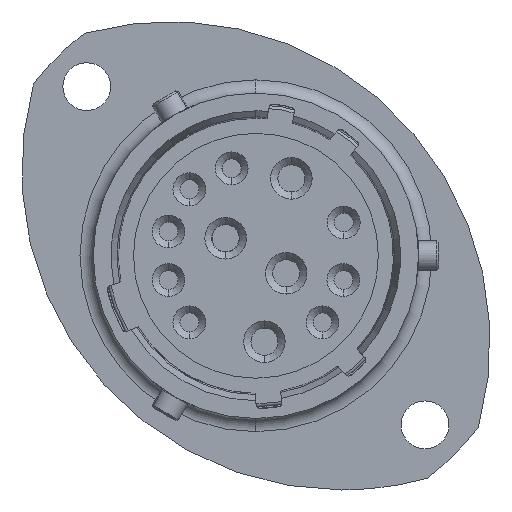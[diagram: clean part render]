
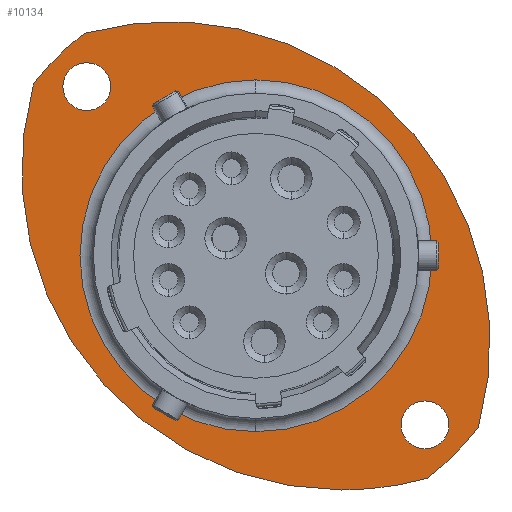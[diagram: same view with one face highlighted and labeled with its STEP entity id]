
A CAD part, left-side view. The second image highlights one B-rep face of the part: STEP entity #10134.
In plain terms, the highlighted planar face has unit normal (-1, 0, 0).
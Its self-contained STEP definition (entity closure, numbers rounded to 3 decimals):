
#562 = EDGE_CURVE ( 'NONE', #19020, #9716, #11981, .T. ) ;
#759 = CARTESIAN_POINT ( 'NONE',  ( 15.98, -5.834, 5.834 ) ) ;
#817 = EDGE_CURVE ( 'NONE', #13136, #3359, #20294, .T. ) ;
#913 = CIRCLE ( 'NONE', #12159, 21.75 ) ;
#1476 = CARTESIAN_POINT ( 'NONE',  ( 15.98, 11.49, 9.865 ) ) ;
#1633 = CARTESIAN_POINT ( 'NONE',  ( 15.98, 11.673, 15.118 ) ) ;
#1680 = CARTESIAN_POINT ( 'NONE',  ( 15.98, -11.49, -9.865 ) ) ;
#1824 = CARTESIAN_POINT ( 'NONE',  ( 15.98, -5.834, 5.834 ) ) ;
#1900 = CARTESIAN_POINT ( 'NONE',  ( 15.98, 0., 11.955 ) ) ;
#2523 = CARTESIAN_POINT ( 'NONE',  ( 15.98, -5.834, -15.916 ) ) ;
#2562 = CIRCLE ( 'NONE', #6134, 21.75 ) ;
#2643 = CARTESIAN_POINT ( 'NONE',  ( 15.98, -11.673, -15.118 ) ) ;
#2660 = CIRCLE ( 'NONE', #8757, 1.625 ) ;
#3036 = DIRECTION ( 'NONE',  ( 0., 0., -1. ) ) ;
#3146 = FACE_BOUND ( 'NONE', #15275, .T. ) ;
#3168 = EDGE_LOOP ( 'NONE', ( #19271, #21363 ) ) ;
#3172 = DIRECTION ( 'NONE',  ( 1., 0., 0. ) ) ;
#3359 = VERTEX_POINT ( 'NONE', #1680 ) ;
#3637 = DIRECTION ( 'NONE',  ( 0., 0., 1. ) ) ;
#4650 = AXIS2_PLACEMENT_3D ( 'NONE', #12621, #14435, #21356 ) ;
#5034 = CARTESIAN_POINT ( 'NONE',  ( 15.98, 0., 0. ) ) ;
#5192 = ORIENTED_EDGE ( 'NONE', *, *, #17530, .F. ) ;
#5215 = EDGE_CURVE ( 'NONE', #14709, #10773, #2660, .T. ) ;
#5410 = DIRECTION ( 'NONE',  ( 0., 0., -1. ) ) ;
#5532 = CARTESIAN_POINT ( 'NONE',  ( 15.98, 15.118, 11.673 ) ) ;
#5652 = CARTESIAN_POINT ( 'NONE',  ( 15.98, 0., 0. ) ) ;
#5744 = EDGE_CURVE ( 'NONE', #10773, #14709, #20323, .T. ) ;
#6134 = AXIS2_PLACEMENT_3D ( 'NONE', #1824, #6858, #5410 ) ;
#6379 = DIRECTION ( 'NONE',  ( -1., 0., 0. ) ) ;
#6858 = DIRECTION ( 'NONE',  ( -1., 0., 0. ) ) ;
#7400 = FACE_BOUND ( 'NONE', #20530, .T. ) ;
#7732 = CARTESIAN_POINT ( 'NONE',  ( 15.98, 0., 0. ) ) ;
#7762 = ORIENTED_EDGE ( 'NONE', *, *, #7928, .T. ) ;
#7928 = EDGE_CURVE ( 'NONE', #17300, #15553, #10954, .T. ) ;
#8236 = CARTESIAN_POINT ( 'NONE',  ( 15.98, -11.49, -11.49 ) ) ;
#8238 = AXIS2_PLACEMENT_3D ( 'NONE', #8236, #6379, #15001 ) ;
#8289 = DIRECTION ( 'NONE',  ( 0., 0., -1. ) ) ;
#8542 = CARTESIAN_POINT ( 'NONE',  ( 15.98, -11.49, -13.115 ) ) ;
#8757 = AXIS2_PLACEMENT_3D ( 'NONE', #19760, #9451, #14499 ) ;
#9000 = CARTESIAN_POINT ( 'NONE',  ( 15.98, 0., 0. ) ) ;
#9040 = VERTEX_POINT ( 'NONE', #2523 ) ;
#9451 = DIRECTION ( 'NONE',  ( -1., 0., 0. ) ) ;
#9592 = CIRCLE ( 'NONE', #12184, 19.1 ) ;
#9716 = VERTEX_POINT ( 'NONE', #1900 ) ;
#9801 = EDGE_CURVE ( 'NONE', #11425, #13248, #9592, .T. ) ;
#9896 = DIRECTION ( 'NONE',  ( 1., 0., 0. ) ) ;
#10134 = ADVANCED_FACE ( 'NONE', ( #16540, #3146, #7400, #11188 ), #15236, .F. ) ;
#10741 = DIRECTION ( 'NONE',  ( -1., 0., 0. ) ) ;
#10773 = VERTEX_POINT ( 'NONE', #17381 ) ;
#10954 = CIRCLE ( 'NONE', #19331, 19.1 ) ;
#11105 = AXIS2_PLACEMENT_3D ( 'NONE', #7732, #9896, #3036 ) ;
#11188 = FACE_OUTER_BOUND ( 'NONE', #15116, .T. ) ;
#11425 = VERTEX_POINT ( 'NONE', #2643 ) ;
#11981 = CIRCLE ( 'NONE', #11105, 11.955 ) ;
#12057 = AXIS2_PLACEMENT_3D ( 'NONE', #18492, #15172, #21871 ) ;
#12159 = AXIS2_PLACEMENT_3D ( 'NONE', #22126, #20537, #8289 ) ;
#12184 = AXIS2_PLACEMENT_3D ( 'NONE', #9000, #10741, #3637 ) ;
#12248 = CIRCLE ( 'NONE', #15460, 21.75 ) ;
#12309 = ORIENTED_EDGE ( 'NONE', *, *, #817, .F. ) ;
#12621 = CARTESIAN_POINT ( 'NONE',  ( 15.98, -11.49, -11.49 ) ) ;
#12634 = DIRECTION ( 'NONE',  ( -1., 0., 0. ) ) ;
#12695 = DIRECTION ( 'NONE',  ( -1., 0., 0. ) ) ;
#12934 = CARTESIAN_POINT ( 'NONE',  ( 15.98, 11.49, 11.49 ) ) ;
#13136 = VERTEX_POINT ( 'NONE', #8542 ) ;
#13248 = VERTEX_POINT ( 'NONE', #20787 ) ;
#13651 = AXIS2_PLACEMENT_3D ( 'NONE', #12934, #12634, #17748 ) ;
#14183 = CIRCLE ( 'NONE', #17356, 11.955 ) ;
#14363 = DIRECTION ( 'NONE',  ( 0., 0., 1. ) ) ;
#14435 = DIRECTION ( 'NONE',  ( -1., 0., 0. ) ) ;
#14499 = DIRECTION ( 'NONE',  ( 0., 0., -1. ) ) ;
#14709 = VERTEX_POINT ( 'NONE', #1476 ) ;
#15001 = DIRECTION ( 'NONE',  ( 0., 0., -1. ) ) ;
#15116 = EDGE_LOOP ( 'NONE', ( #17975, #15343, #20162, #18276, #7762 ) ) ;
#15172 = DIRECTION ( 'NONE',  ( 1., 0., 0. ) ) ;
#15236 = PLANE ( 'NONE',  #12057 ) ;
#15275 = EDGE_LOOP ( 'NONE', ( #18657, #17210 ) ) ;
#15291 = EDGE_CURVE ( 'NONE', #9716, #19020, #14183, .T. ) ;
#15343 = ORIENTED_EDGE ( 'NONE', *, *, #20381, .T. ) ;
#15460 = AXIS2_PLACEMENT_3D ( 'NONE', #759, #19449, #21402 ) ;
#15553 = VERTEX_POINT ( 'NONE', #5532 ) ;
#16540 = FACE_BOUND ( 'NONE', #3168, .T. ) ;
#17210 = ORIENTED_EDGE ( 'NONE', *, *, #5744, .F. ) ;
#17300 = VERTEX_POINT ( 'NONE', #1633 ) ;
#17356 = AXIS2_PLACEMENT_3D ( 'NONE', #5034, #3172, #22075 ) ;
#17381 = CARTESIAN_POINT ( 'NONE',  ( 15.98, 11.49, 13.115 ) ) ;
#17418 = CIRCLE ( 'NONE', #4650, 1.625 ) ;
#17530 = EDGE_CURVE ( 'NONE', #3359, #13136, #17418, .T. ) ;
#17748 = DIRECTION ( 'NONE',  ( 0., 0., -1. ) ) ;
#17975 = ORIENTED_EDGE ( 'NONE', *, *, #21175, .T. ) ;
#18276 = ORIENTED_EDGE ( 'NONE', *, *, #18805, .T. ) ;
#18492 = CARTESIAN_POINT ( 'NONE',  ( 15.98, 11.055, 0. ) ) ;
#18657 = ORIENTED_EDGE ( 'NONE', *, *, #5215, .F. ) ;
#18805 = EDGE_CURVE ( 'NONE', #13248, #17300, #913, .T. ) ;
#19020 = VERTEX_POINT ( 'NONE', #20960 ) ;
#19271 = ORIENTED_EDGE ( 'NONE', *, *, #562, .T. ) ;
#19331 = AXIS2_PLACEMENT_3D ( 'NONE', #5652, #12695, #14363 ) ;
#19449 = DIRECTION ( 'NONE',  ( -1., 0., 0. ) ) ;
#19760 = CARTESIAN_POINT ( 'NONE',  ( 15.98, 11.49, 11.49 ) ) ;
#20162 = ORIENTED_EDGE ( 'NONE', *, *, #9801, .T. ) ;
#20294 = CIRCLE ( 'NONE', #8238, 1.625 ) ;
#20323 = CIRCLE ( 'NONE', #13651, 1.625 ) ;
#20381 = EDGE_CURVE ( 'NONE', #9040, #11425, #12248, .T. ) ;
#20530 = EDGE_LOOP ( 'NONE', ( #12309, #5192 ) ) ;
#20537 = DIRECTION ( 'NONE',  ( -1., 0., 0. ) ) ;
#20787 = CARTESIAN_POINT ( 'NONE',  ( 15.98, -15.118, -11.673 ) ) ;
#20960 = CARTESIAN_POINT ( 'NONE',  ( 15.98, 0., -11.955 ) ) ;
#21175 = EDGE_CURVE ( 'NONE', #15553, #9040, #2562, .T. ) ;
#21356 = DIRECTION ( 'NONE',  ( 0., 0., -1. ) ) ;
#21363 = ORIENTED_EDGE ( 'NONE', *, *, #15291, .T. ) ;
#21402 = DIRECTION ( 'NONE',  ( 0., 0., -1. ) ) ;
#21871 = DIRECTION ( 'NONE',  ( 0., 0., -1. ) ) ;
#22075 = DIRECTION ( 'NONE',  ( 0., 0., -1. ) ) ;
#22126 = CARTESIAN_POINT ( 'NONE',  ( 15.98, 5.834, -5.834 ) ) ;
